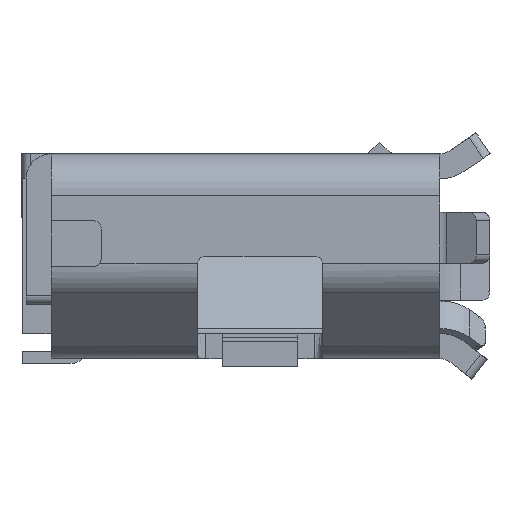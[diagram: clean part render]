
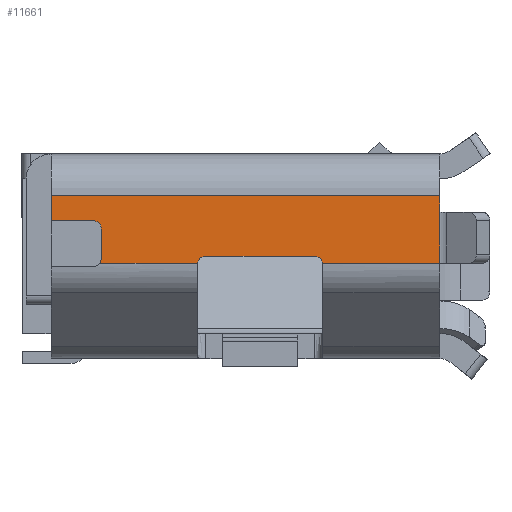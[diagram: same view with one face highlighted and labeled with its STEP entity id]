
A CAD part, left-side view. The second image highlights one B-rep face of the part: STEP entity #11661.
In plain terms, the highlighted planar face has unit normal (-1, 0, 0).
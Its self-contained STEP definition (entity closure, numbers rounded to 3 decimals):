
#153=PLANE('',#12393);
#614=FACE_OUTER_BOUND('',#1278,.T.);
#1278=EDGE_LOOP('',(#8177,#8178,#8179,#8180,#8181,#8182,#8183,#8184,#8185,
#8186,#8187,#8188,#8189));
#1903=CIRCLE('',#12320,0.1);
#1933=CIRCLE('',#12394,0.1);
#1934=CIRCLE('',#12395,0.1);
#1935=CIRCLE('',#12396,0.1);
#2374=LINE('',#17100,#3684);
#2466=LINE('',#17387,#3776);
#2476=LINE('',#17420,#3786);
#2477=LINE('',#17422,#3787);
#2478=LINE('',#17424,#3788);
#2479=LINE('',#17426,#3789);
#2480=LINE('',#17428,#3790);
#2481=LINE('',#17430,#3791);
#2482=LINE('',#17434,#3792);
#3684=VECTOR('',#13498,1.171);
#3776=VECTOR('',#13732,1.3);
#3786=VECTOR('',#13760,1.401);
#3787=VECTOR('',#13761,0.61);
#3788=VECTOR('',#13762,0.2);
#3789=VECTOR('',#13763,4.65);
#3790=VECTOR('',#13764,0.3);
#3791=VECTOR('',#13765,0.5);
#3792=VECTOR('',#13768,0.35);
#5005=VERTEX_POINT('',#17098);
#5006=VERTEX_POINT('',#17099);
#5014=VERTEX_POINT('',#17125);
#5086=VERTEX_POINT('',#17385);
#5099=VERTEX_POINT('',#17417);
#5100=VERTEX_POINT('',#17419);
#5101=VERTEX_POINT('',#17421);
#5102=VERTEX_POINT('',#17423);
#5103=VERTEX_POINT('',#17425);
#5104=VERTEX_POINT('',#17427);
#5105=VERTEX_POINT('',#17429);
#5106=VERTEX_POINT('',#17431);
#5107=VERTEX_POINT('',#17433);
#6153=EDGE_CURVE('',#5005,#5006,#2374,.F.);
#6162=EDGE_CURVE('',#5006,#5014,#1903,.F.);
#6278=EDGE_CURVE('',#5014,#5086,#2466,.T.);
#6293=EDGE_CURVE('',#5086,#5099,#1933,.F.);
#6294=EDGE_CURVE('',#5099,#5100,#2476,.F.);
#6295=EDGE_CURVE('',#5100,#5101,#2477,.T.);
#6296=EDGE_CURVE('',#5102,#5101,#2478,.F.);
#6297=EDGE_CURVE('',#5103,#5102,#2479,.T.);
#6298=EDGE_CURVE('',#5104,#5103,#2480,.T.);
#6299=EDGE_CURVE('',#5105,#5104,#2481,.T.);
#6300=EDGE_CURVE('',#5105,#5106,#1934,.F.);
#6301=EDGE_CURVE('',#5107,#5106,#2482,.T.);
#6302=EDGE_CURVE('',#5107,#5005,#1935,.F.);
#8177=ORIENTED_EDGE('',*,*,#6278,.T.);
#8178=ORIENTED_EDGE('',*,*,#6293,.T.);
#8179=ORIENTED_EDGE('',*,*,#6294,.T.);
#8180=ORIENTED_EDGE('',*,*,#6295,.T.);
#8181=ORIENTED_EDGE('',*,*,#6296,.F.);
#8182=ORIENTED_EDGE('',*,*,#6297,.F.);
#8183=ORIENTED_EDGE('',*,*,#6298,.F.);
#8184=ORIENTED_EDGE('',*,*,#6299,.F.);
#8185=ORIENTED_EDGE('',*,*,#6300,.T.);
#8186=ORIENTED_EDGE('',*,*,#6301,.F.);
#8187=ORIENTED_EDGE('',*,*,#6302,.T.);
#8188=ORIENTED_EDGE('',*,*,#6153,.T.);
#8189=ORIENTED_EDGE('',*,*,#6162,.T.);
#11661=ADVANCED_FACE('',(#614),#153,.T.);
#12320=AXIS2_PLACEMENT_3D('',#17127,#13512,#13513);
#12393=AXIS2_PLACEMENT_3D('',#17416,#13756,#13757);
#12394=AXIS2_PLACEMENT_3D('',#17418,#13758,#13759);
#12395=AXIS2_PLACEMENT_3D('',#17432,#13766,#13767);
#12396=AXIS2_PLACEMENT_3D('',#17435,#13769,#13770);
#13498=DIRECTION('',(0.,1.,0.));
#13512=DIRECTION('center_axis',(-1.,0.,0.));
#13513=DIRECTION('ref_axis',(0.,0.,1.));
#13732=DIRECTION('',(0.,-1.,0.));
#13756=DIRECTION('center_axis',(-1.,0.,0.));
#13757=DIRECTION('ref_axis',(0.,0.,1.));
#13758=DIRECTION('center_axis',(-1.,0.,0.));
#13759=DIRECTION('ref_axis',(0.,0.,1.));
#13760=DIRECTION('',(0.,1.,0.));
#13761=DIRECTION('',(0.,0.,1.));
#13762=DIRECTION('',(0.,0.,1.));
#13763=DIRECTION('',(0.,-1.,0.));
#13764=DIRECTION('',(0.,0.,1.));
#13765=DIRECTION('',(0.,1.,0.));
#13766=DIRECTION('center_axis',(-1.,0.,0.));
#13767=DIRECTION('ref_axis',(0.,0.,1.));
#13768=DIRECTION('',(0.,0.,1.));
#13769=DIRECTION('center_axis',(-1.,0.,0.));
#13770=DIRECTION('ref_axis',(0.,0.,1.));
#17098=CARTESIAN_POINT('',(-6.425,-0.755,1.24));
#17099=CARTESIAN_POINT('',(-6.425,-1.926,1.24));
#17100=CARTESIAN_POINT('',(-6.425,0.175,1.24));
#17125=CARTESIAN_POINT('',(-6.425,-2.025,1.325));
#17127=CARTESIAN_POINT('Origin',(-6.425,-2.025,1.225));
#17385=CARTESIAN_POINT('',(-6.425,-3.325,1.325));
#17387=CARTESIAN_POINT('',(-6.425,-1.925,1.325));
#17416=CARTESIAN_POINT('Origin',(-6.425,0.175,1.157));
#17417=CARTESIAN_POINT('',(-6.425,-3.424,1.24));
#17418=CARTESIAN_POINT('Origin',(-6.425,-3.325,1.225));
#17419=CARTESIAN_POINT('',(-6.425,-4.825,1.24));
#17420=CARTESIAN_POINT('',(-6.425,0.175,1.24));
#17421=CARTESIAN_POINT('',(-6.425,-4.825,1.85));
#17422=CARTESIAN_POINT('',(-6.425,-4.825,1.24));
#17423=CARTESIAN_POINT('',(-6.425,-4.825,2.05));
#17424=CARTESIAN_POINT('',(-6.425,-4.825,1.157));
#17425=CARTESIAN_POINT('',(-6.425,-0.175,2.05));
#17426=CARTESIAN_POINT('',(-6.425,0.175,2.05));
#17427=CARTESIAN_POINT('',(-6.425,-0.175,1.75));
#17428=CARTESIAN_POINT('',(-6.425,-0.175,-6.25));
#17429=CARTESIAN_POINT('',(-6.425,-0.675,1.75));
#17430=CARTESIAN_POINT('',(-6.425,-0.775,1.75));
#17431=CARTESIAN_POINT('',(-6.425,-0.775,1.65));
#17432=CARTESIAN_POINT('Origin',(-6.425,-0.675,1.65));
#17433=CARTESIAN_POINT('',(-6.425,-0.775,1.3));
#17434=CARTESIAN_POINT('',(-6.425,-0.775,1.2));
#17435=CARTESIAN_POINT('Origin',(-6.425,-0.675,1.3));
